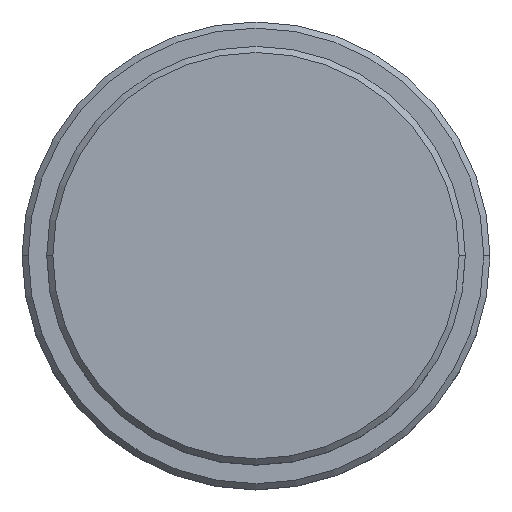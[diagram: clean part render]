
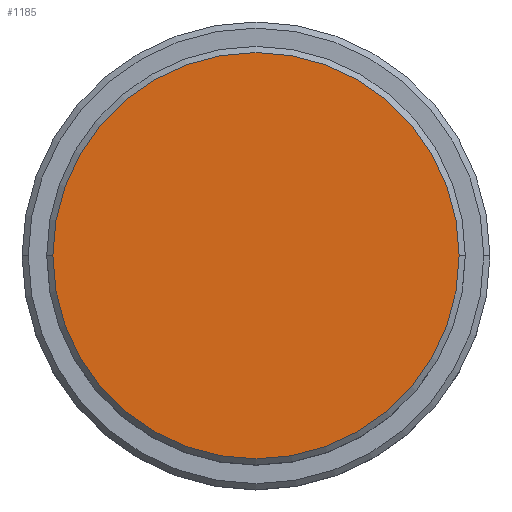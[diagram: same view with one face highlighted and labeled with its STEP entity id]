
A CAD part, top view. The second image highlights one B-rep face of the part: STEP entity #1185.
In plain terms, the highlighted planar face has unit normal (0, 0, 1).
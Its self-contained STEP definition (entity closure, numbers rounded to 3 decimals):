
#91 = CIRCLE ( 'NONE', #683, 16.5 ) ;
#291 = DIRECTION ( 'NONE',  ( 0., 0., 1. ) ) ;
#334 = EDGE_CURVE ( 'NONE', #901, #876, #1306, .T. ) ;
#343 = AXIS2_PLACEMENT_3D ( 'NONE', #679, #375, #1247 ) ;
#375 = DIRECTION ( 'NONE',  ( 0., 0., 1. ) ) ;
#461 = CARTESIAN_POINT ( 'NONE',  ( -16.5, 0., 0. ) ) ;
#463 = CARTESIAN_POINT ( 'NONE',  ( 0., 0., 0. ) ) ;
#480 = AXIS2_PLACEMENT_3D ( 'NONE', #463, #905, #767 ) ;
#481 = FACE_OUTER_BOUND ( 'NONE', #1134, .T. ) ;
#608 = CARTESIAN_POINT ( 'NONE',  ( 0., 0., 0. ) ) ;
#618 = DIRECTION ( 'NONE',  ( 1., 0., 0. ) ) ;
#679 = CARTESIAN_POINT ( 'NONE',  ( 0., 0., 0. ) ) ;
#683 = AXIS2_PLACEMENT_3D ( 'NONE', #608, #291, #618 ) ;
#731 = ORIENTED_EDGE ( 'NONE', *, *, #961, .T. ) ;
#767 = DIRECTION ( 'NONE',  ( 1., 0., 0. ) ) ;
#779 = PLANE ( 'NONE',  #343 ) ;
#876 = VERTEX_POINT ( 'NONE', #461 ) ;
#901 = VERTEX_POINT ( 'NONE', #1243 ) ;
#905 = DIRECTION ( 'NONE',  ( 0., 0., 1. ) ) ;
#947 = ORIENTED_EDGE ( 'NONE', *, *, #334, .T. ) ;
#961 = EDGE_CURVE ( 'NONE', #876, #901, #91, .T. ) ;
#1134 = EDGE_LOOP ( 'NONE', ( #731, #947 ) ) ;
#1185 = ADVANCED_FACE ( 'NONE', ( #481 ), #779, .T. ) ;
#1243 = CARTESIAN_POINT ( 'NONE',  ( 16.5, 0., 0. ) ) ;
#1247 = DIRECTION ( 'NONE',  ( 1., 0., 0. ) ) ;
#1306 = CIRCLE ( 'NONE', #480, 16.5 ) ;
